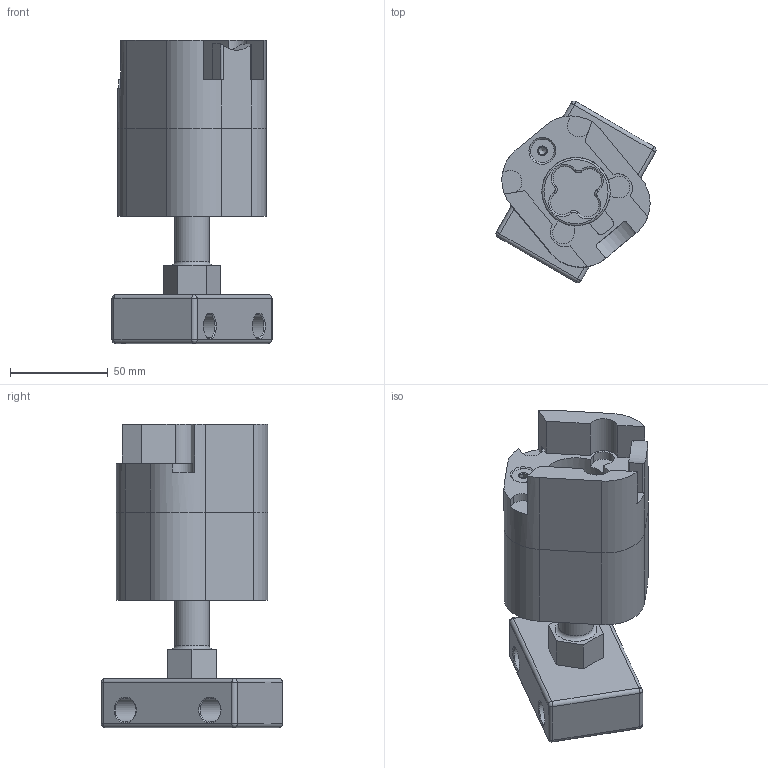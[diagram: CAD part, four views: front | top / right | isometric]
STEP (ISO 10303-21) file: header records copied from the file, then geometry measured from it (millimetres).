
FILE_DESCRIPTION(/* description */ (''),/* implementation_level */ '2;1');
FILE_NAME(/* name */ 'Outillage Vanne ByPass en 2 parts.stp',/* time_stamp */ '2024-07-16T13:39:09+02:00',/* author */ (''),/* organization */ (''),/* preprocessor_version */ 'ST-DEVELOPER v16',/* originating_system */ 'SIEMENS PLM Software NX 10.0',/* authorisation */ '');
FILE_SCHEMA (('CONFIG_CONTROL_DESIGN'));
Length unit declared in the file: millimetre
Products named in the file (9): emile_maurin_32-210-6-18_stp; emile_maurin_31-1535-6-40_stp; Hûlse_sup; 10040342_A-Grundplatte; 30000978_A-Zylinderschraube-ISO 4762; 30000016_A-Druckfeder_126580ID; Hûlse_inf; Grundstempel V4; Outillage Vanne ByPass opti
Assembly tree (9 placements, depth 2):
  Outillage Vanne ByPass opti
    Grundstempel V4
    Hûlse_inf
    30000016_A-Druckfeder_126580ID
    30000978_A-Zylinderschraube-ISO 4762
    10040342_A-Grundplatte
    Hûlse_sup
    emile_maurin_31-1535-6-40_stp
    emile_maurin_32-210-6-18_stp  x2
Bounding box: 81.84 x 92.82 x 155 mm (x, y, z)
Volume: 335331.7 mm3; surface area: 89404.7 mm2
Topology: 8 solids, 8 shells, 229 faces, 599 edges, 371 vertices
Faces by surface type: plane 100, cylinder 75, cone 26, torus 16, sphere 12
Full cylindrical faces by diameter (mm): 5 x1, 6 x7, 6.6 x1, 8.5 x1, 10 x1, 11 x1, 12 x1, 12.2 x2, 16 x1, 17.5 x2, 18 x1, 25.5 x1, 26 x1, 35 x2
Entity records: 7525 total; most frequent: CARTESIAN_POINT 1291, DIRECTION 1146, ORIENTED_EDGE 990, EDGE_CURVE 495, AXIS2_PLACEMENT_3D 441, VERTEX_POINT 342, EDGE_LOOP 299, LINE 264
